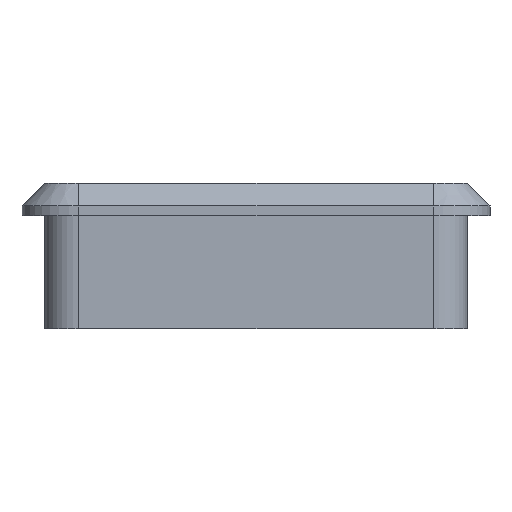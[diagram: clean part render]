
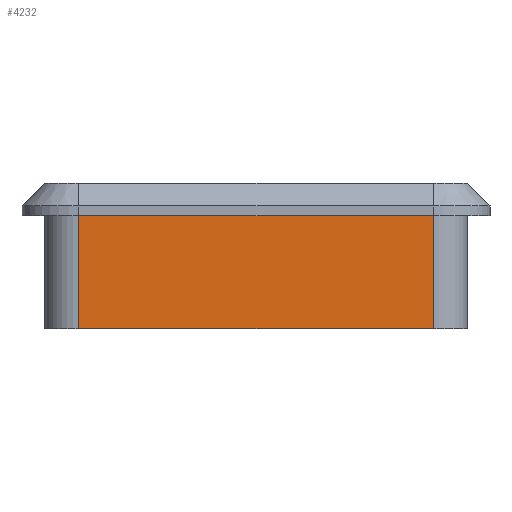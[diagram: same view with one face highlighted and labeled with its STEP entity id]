
A CAD part, left-side view. The second image highlights one B-rep face of the part: STEP entity #4232.
In plain terms, the highlighted planar face has unit normal (-1, 0, 0).
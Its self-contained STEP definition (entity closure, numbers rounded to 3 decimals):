
#2545 = PLANE('',#2546);
#2546 = AXIS2_PLACEMENT_3D('',#2547,#2548,#2549);
#2547 = CARTESIAN_POINT('',(-100.727,-36.709,-16.4));
#2548 = DIRECTION('',(-0.,-0.,-1.));
#2549 = DIRECTION('',(-1.,0.,0.));
#3523 = PLANE('',#3524);
#3524 = AXIS2_PLACEMENT_3D('',#3525,#3526,#3527);
#3525 = CARTESIAN_POINT('',(-100.327,-36.709,-30.4));
#3526 = DIRECTION('',(0.,0.,1.));
#3527 = DIRECTION('',(0.,1.,0.));
#3880 = VERTEX_POINT('',#3881);
#3881 = CARTESIAN_POINT('',(-129.677,-14.72,-16.4));
#3900 = CYLINDRICAL_SURFACE('',#3901,4.2);
#3901 = AXIS2_PLACEMENT_3D('',#3902,#3903,#3904);
#3902 = CARTESIAN_POINT('',(-125.477,-14.72,-16.4));
#3903 = DIRECTION('',(0.,0.,1.));
#3904 = DIRECTION('',(1.,0.,0.));
#3912 = EDGE_CURVE('',#3880,#3913,#3915,.T.);
#3913 = VERTEX_POINT('',#3914);
#3914 = CARTESIAN_POINT('',(-129.677,-58.697,-16.4));
#3915 = SURFACE_CURVE('',#3916,(#3920,#3927),.PCURVE_S1.);
#3916 = LINE('',#3917,#3918);
#3917 = CARTESIAN_POINT('',(-129.677,-58.697,-16.4));
#3918 = VECTOR('',#3919,1.);
#3919 = DIRECTION('',(0.,-1.,0.));
#3920 = PCURVE('',#2545,#3921);
#3921 = DEFINITIONAL_REPRESENTATION('',(#3922),#3926);
#3922 = LINE('',#3923,#3924);
#3923 = CARTESIAN_POINT('',(28.95,-21.989));
#3924 = VECTOR('',#3925,1.);
#3925 = DIRECTION('',(0.,-1.));
#3926 = ( GEOMETRIC_REPRESENTATION_CONTEXT(2) 
PARAMETRIC_REPRESENTATION_CONTEXT() REPRESENTATION_CONTEXT('2D SPACE',''
  ) );
#3927 = PCURVE('',#3928,#3933);
#3928 = PLANE('',#3929);
#3929 = AXIS2_PLACEMENT_3D('',#3930,#3931,#3932);
#3930 = CARTESIAN_POINT('',(-129.677,-36.709,-21.4));
#3931 = DIRECTION('',(-1.,0.,0.));
#3932 = DIRECTION('',(0.,0.,-1.));
#3933 = DEFINITIONAL_REPRESENTATION('',(#3934),#3938);
#3934 = LINE('',#3935,#3936);
#3935 = CARTESIAN_POINT('',(-5.,21.989));
#3936 = VECTOR('',#3937,1.);
#3937 = DIRECTION('',(0.,1.));
#3938 = ( GEOMETRIC_REPRESENTATION_CONTEXT(2) 
PARAMETRIC_REPRESENTATION_CONTEXT() REPRESENTATION_CONTEXT('2D SPACE',''
  ) );
#3961 = CYLINDRICAL_SURFACE('',#3962,4.2);
#3962 = AXIS2_PLACEMENT_3D('',#3963,#3964,#3965);
#3963 = CARTESIAN_POINT('',(-125.477,-58.697,-16.4));
#3964 = DIRECTION('',(0.,0.,1.));
#3965 = DIRECTION('',(1.,0.,0.));
#4189 = VERTEX_POINT('',#4190);
#4190 = CARTESIAN_POINT('',(-129.677,-14.72,-30.4));
#4212 = EDGE_CURVE('',#4189,#3880,#4213,.T.);
#4213 = SURFACE_CURVE('',#4214,(#4218,#4225),.PCURVE_S1.);
#4214 = LINE('',#4215,#4216);
#4215 = CARTESIAN_POINT('',(-129.677,-14.72,-16.4));
#4216 = VECTOR('',#4217,1.);
#4217 = DIRECTION('',(0.,0.,1.));
#4218 = PCURVE('',#3900,#4219);
#4219 = DEFINITIONAL_REPRESENTATION('',(#4220),#4224);
#4220 = LINE('',#4221,#4222);
#4221 = CARTESIAN_POINT('',(3.142,0.));
#4222 = VECTOR('',#4223,1.);
#4223 = DIRECTION('',(0.,1.));
#4224 = ( GEOMETRIC_REPRESENTATION_CONTEXT(2) 
PARAMETRIC_REPRESENTATION_CONTEXT() REPRESENTATION_CONTEXT('2D SPACE',''
  ) );
#4225 = PCURVE('',#3928,#4226);
#4226 = DEFINITIONAL_REPRESENTATION('',(#4227),#4231);
#4227 = LINE('',#4228,#4229);
#4228 = CARTESIAN_POINT('',(-5.,-21.989));
#4229 = VECTOR('',#4230,1.);
#4230 = DIRECTION('',(-1.,0.));
#4231 = ( GEOMETRIC_REPRESENTATION_CONTEXT(2) 
PARAMETRIC_REPRESENTATION_CONTEXT() REPRESENTATION_CONTEXT('2D SPACE',''
  ) );
#4232 = ADVANCED_FACE('',(#4233),#3928,.T.);
#4233 = FACE_BOUND('',#4234,.T.);
#4234 = EDGE_LOOP('',(#4235,#4236,#4259,#4280));
#4235 = ORIENTED_EDGE('',*,*,#4212,.F.);
#4236 = ORIENTED_EDGE('',*,*,#4237,.T.);
#4237 = EDGE_CURVE('',#4189,#4238,#4240,.T.);
#4238 = VERTEX_POINT('',#4239);
#4239 = CARTESIAN_POINT('',(-129.677,-58.697,-30.4));
#4240 = SURFACE_CURVE('',#4241,(#4245,#4252),.PCURVE_S1.);
#4241 = LINE('',#4242,#4243);
#4242 = CARTESIAN_POINT('',(-129.677,-47.703,-30.4));
#4243 = VECTOR('',#4244,1.);
#4244 = DIRECTION('',(0.,-1.,0.));
#4245 = PCURVE('',#3928,#4246);
#4246 = DEFINITIONAL_REPRESENTATION('',(#4247),#4251);
#4247 = LINE('',#4248,#4249);
#4248 = CARTESIAN_POINT('',(9.,10.994));
#4249 = VECTOR('',#4250,1.);
#4250 = DIRECTION('',(0.,1.));
#4251 = ( GEOMETRIC_REPRESENTATION_CONTEXT(2) 
PARAMETRIC_REPRESENTATION_CONTEXT() REPRESENTATION_CONTEXT('2D SPACE',''
  ) );
#4252 = PCURVE('',#3523,#4253);
#4253 = DEFINITIONAL_REPRESENTATION('',(#4254),#4258);
#4254 = LINE('',#4255,#4256);
#4255 = CARTESIAN_POINT('',(-10.994,29.35));
#4256 = VECTOR('',#4257,1.);
#4257 = DIRECTION('',(-1.,0.));
#4258 = ( GEOMETRIC_REPRESENTATION_CONTEXT(2) 
PARAMETRIC_REPRESENTATION_CONTEXT() REPRESENTATION_CONTEXT('2D SPACE',''
  ) );
#4259 = ORIENTED_EDGE('',*,*,#4260,.F.);
#4260 = EDGE_CURVE('',#3913,#4238,#4261,.T.);
#4261 = SURFACE_CURVE('',#4262,(#4266,#4273),.PCURVE_S1.);
#4262 = LINE('',#4263,#4264);
#4263 = CARTESIAN_POINT('',(-129.677,-58.697,-16.4));
#4264 = VECTOR('',#4265,1.);
#4265 = DIRECTION('',(-0.,-0.,-1.));
#4266 = PCURVE('',#3928,#4267);
#4267 = DEFINITIONAL_REPRESENTATION('',(#4268),#4272);
#4268 = LINE('',#4269,#4270);
#4269 = CARTESIAN_POINT('',(-5.,21.989));
#4270 = VECTOR('',#4271,1.);
#4271 = DIRECTION('',(1.,0.));
#4272 = ( GEOMETRIC_REPRESENTATION_CONTEXT(2) 
PARAMETRIC_REPRESENTATION_CONTEXT() REPRESENTATION_CONTEXT('2D SPACE',''
  ) );
#4273 = PCURVE('',#3961,#4274);
#4274 = DEFINITIONAL_REPRESENTATION('',(#4275),#4279);
#4275 = LINE('',#4276,#4277);
#4276 = CARTESIAN_POINT('',(3.142,0.));
#4277 = VECTOR('',#4278,1.);
#4278 = DIRECTION('',(0.,-1.));
#4279 = ( GEOMETRIC_REPRESENTATION_CONTEXT(2) 
PARAMETRIC_REPRESENTATION_CONTEXT() REPRESENTATION_CONTEXT('2D SPACE',''
  ) );
#4280 = ORIENTED_EDGE('',*,*,#3912,.F.);
